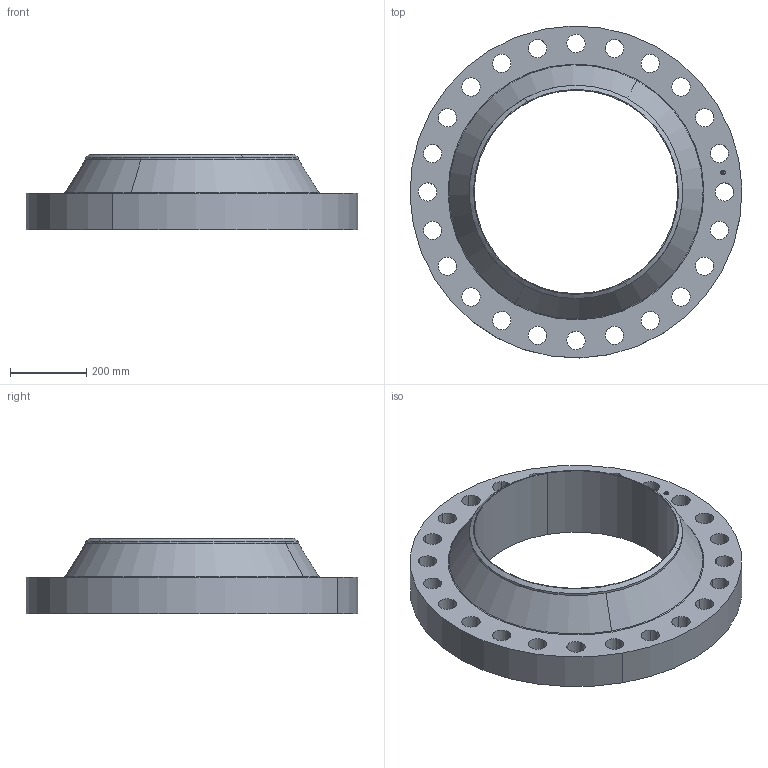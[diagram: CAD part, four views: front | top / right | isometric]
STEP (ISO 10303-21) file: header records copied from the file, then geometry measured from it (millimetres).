
FILE_DESCRIPTION(('3D STEP'),'2;1');
FILE_NAME('22-600-WELD-NECK-FF-XH-FLANGE.stp','2013-03-09T17:01:05+00:00',('Texas Flange'),(''),'CATIA Version 5 Release 20 SP 6 (IN-10)','CATIA V5 STEP AP214','800-826-3801');
FILE_SCHEMA(('AUTOMOTIVE_DESIGN { 1 0 10303 214 1 1 1 1 }'));
Length unit declared in the file: inch
Products named in the file (1): 22-600-WELD-NECK-FF-XH-FLANGE
Bounding box: 869.71 x 869.71 x 196.85 mm (x, y, z)
Volume: 37783557 mm3; surface area: 1697642.6 mm2
Topology: 1 solids, 1 shells, 448 faces, 1280 edges, 852 vertices
Faces by surface type: plane 368, cylinder 74, cone 4, torus 2
Entity records: 17464 total; most frequent: CARTESIAN_POINT 2586, ORIENTED_EDGE 2560, DIRECTION 2128, EDGE_CURVE 1280, VECTOR 1122, LINE 1122, VERTEX_POINT 852, AXIS2_PLACEMENT_3D 582
